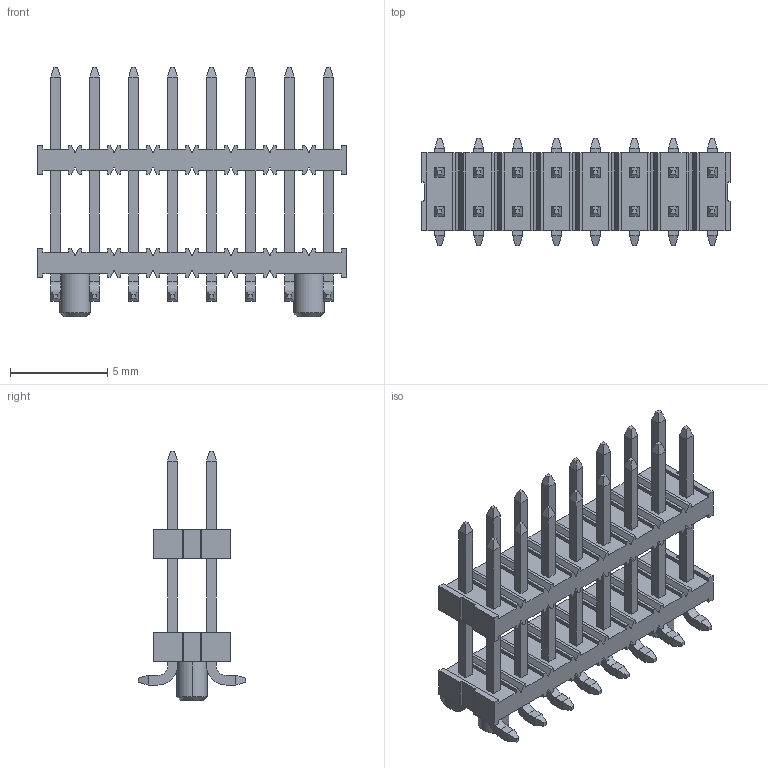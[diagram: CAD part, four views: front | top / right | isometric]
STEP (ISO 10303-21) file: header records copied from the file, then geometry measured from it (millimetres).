
FILE_DESCRIPTION (( 'STEP AP214' ), '1' );
FILE_NAME ('D14DAD1B-CBEC-4A09-B8C2-C591EB2EF3C2.STEP', '2025-01-12T10:52:20', ( '' ), ( '' ), 'SwSTEP 2.0', 'SolidWorks 2022', '' );
FILE_SCHEMA (( 'AUTOMOTIVE_DESIGN' ));
Length unit declared in the file: millimetre
Products named in the file (1): D14DAD1B-CBEC-4A09-B8C2-C591EB2EF3C2
Bounding box: 15.9 x 5.5 x 12.8 mm (x, y, z)
Volume: 198 mm3; surface area: 793 mm2
Topology: 1 solids, 1 shells, 700 faces, 1854 edges, 1192 vertices
Faces by surface type: plane 612, cylinder 84, cone 4
Entity records: 24432 total; most frequent: CARTESIAN_POINT 3747, ORIENTED_EDGE 3708, DIRECTION 3428, EDGE_CURVE 1854, LINE 1682, VECTOR 1682, VERTEX_POINT 1192, AXIS2_PLACEMENT_3D 873
